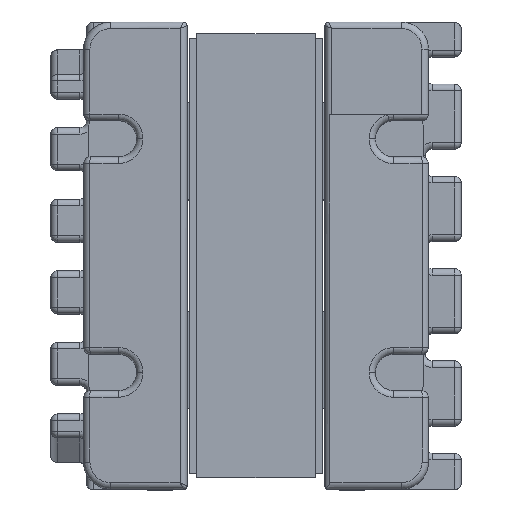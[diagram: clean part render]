
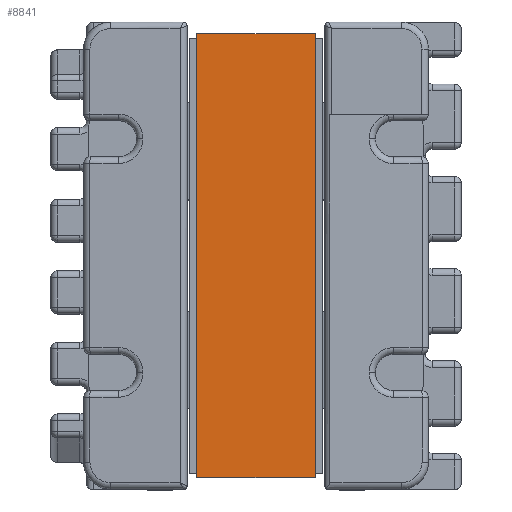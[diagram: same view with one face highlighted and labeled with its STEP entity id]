
A CAD part, top view. The second image highlights one B-rep face of the part: STEP entity #8841.
In plain terms, the highlighted face is planar.
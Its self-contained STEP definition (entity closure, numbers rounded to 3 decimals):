
#1157=ORIENTED_EDGE('',*,*,#3867,.F.);
#1158=ORIENTED_EDGE('',*,*,#3874,.F.);
#1159=ORIENTED_EDGE('',*,*,#3871,.T.);
#1160=ORIENTED_EDGE('',*,*,#3875,.T.);
#3867=EDGE_CURVE('',#5229,#5230,#6010,.T.);
#3871=EDGE_CURVE('',#5234,#5233,#6014,.T.);
#3874=EDGE_CURVE('',#5234,#5229,#6017,.T.);
#3875=EDGE_CURVE('',#5233,#5230,#6018,.T.);
#5229=VERTEX_POINT('',#17422);
#5230=VERTEX_POINT('',#17424);
#5233=VERTEX_POINT('',#17431);
#5234=VERTEX_POINT('',#17433);
#6010=LINE('',#17423,#6720);
#6014=LINE('',#17432,#6724);
#6017=LINE('',#17437,#6727);
#6018=LINE('',#17439,#6728);
#6720=VECTOR('',#14512,1000.);
#6724=VECTOR('',#14518,1000.);
#6727=VECTOR('',#14523,1000.);
#6728=VECTOR('',#14526,1000.);
#7425=EDGE_LOOP('',(#1157,#1158,#1159,#1160));
#8050=FACE_BOUND('',#7425,.T.);
#8673=PLANE('',#13396);
#8841=ADVANCED_FACE('',(#8050),#8673,.T.);
#13396=AXIS2_PLACEMENT_3D('',#17438,#14524,#14525);
#14512=DIRECTION('',(0.,0.,-1.));
#14518=DIRECTION('',(0.,0.,-1.));
#14523=DIRECTION('',(-1.,0.,0.));
#14524=DIRECTION('',(0.,1.,0.));
#14525=DIRECTION('',(0.,0.,-1.));
#14526=DIRECTION('',(-1.,0.,0.));
#17422=CARTESIAN_POINT('',(-10.475,17.73,-0.89));
#17423=CARTESIAN_POINT('',(-10.475,17.73,-17.61));
#17424=CARTESIAN_POINT('',(-10.475,17.73,-17.61));
#17431=CARTESIAN_POINT('',(-6.025,17.73,-17.61));
#17432=CARTESIAN_POINT('',(-6.025,17.73,-17.61));
#17433=CARTESIAN_POINT('',(-6.025,17.73,-0.89));
#17437=CARTESIAN_POINT('',(-6.025,17.73,-0.89));
#17438=CARTESIAN_POINT('',(-6.025,17.73,-17.61));
#17439=CARTESIAN_POINT('',(-6.025,17.73,-17.61));
